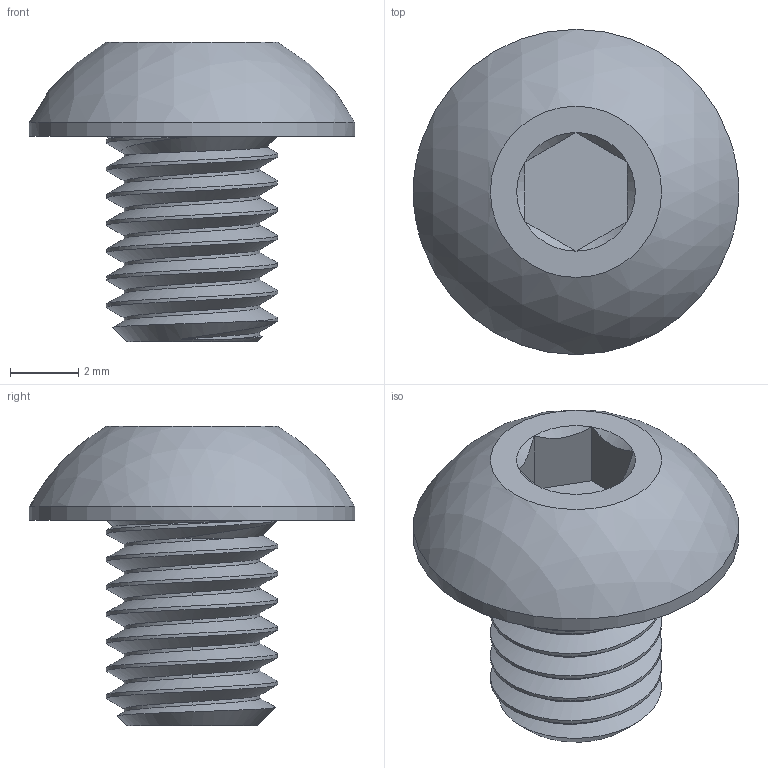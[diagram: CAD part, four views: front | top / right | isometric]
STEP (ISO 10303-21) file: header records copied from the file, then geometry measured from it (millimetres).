
FILE_DESCRIPTION(/* description */ ('STEP AP203'),/* implementation_level */ '2;1');
FILE_NAME(/* name */ 'M5 6mm.step',/* time_stamp */ '2025-11-18T11:13:23-05:00',/* author */ (''),/* organization */ (''),/* preprocessor_version */ 'ST-DEVELOPER v20.1',/* originating_system */ 'Autodesk Translation Framework v14.21.0.0',/* authorisation */ '');
FILE_SCHEMA (('AUTOMOTIVE_DESIGN { 1 0 10303 214 3 1 1 }'));
Length unit declared in the file: millimetre
Products named in the file (1): 92095A206_Button Head Hex Drive Screw
Bounding box: 9.5 x 9.5 x 8.75 mm (x, y, z)
Volume: 221.4 mm3; surface area: 336.1 mm2
Topology: 1 solids, 1 shells, 39 faces, 89 edges, 55 vertices
Faces by surface type: cylinder 17, plane 10, cone 9, bspline 2, sphere 1
Full cylindrical faces by diameter (mm): 3.961 x6, 5 x6, 9.5 x1
Entity records: 2860 total; most frequent: CARTESIAN_POINT 2035, ORIENTED_EDGE 178, DIRECTION 139, EDGE_CURVE 89, VERTEX_POINT 55, AXIS2_PLACEMENT_3D 55, EDGE_LOOP 42, FACE_OUTER_BOUND 39
